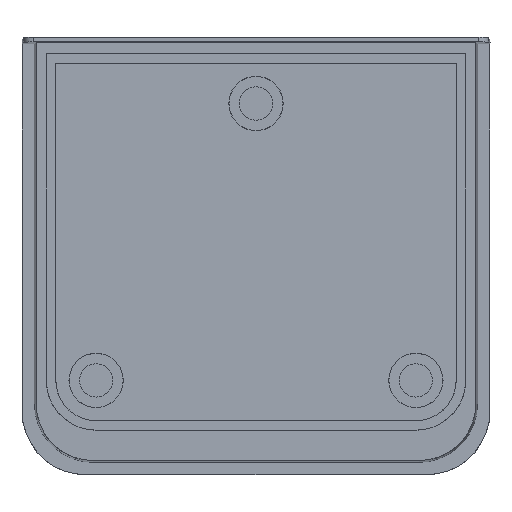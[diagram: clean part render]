
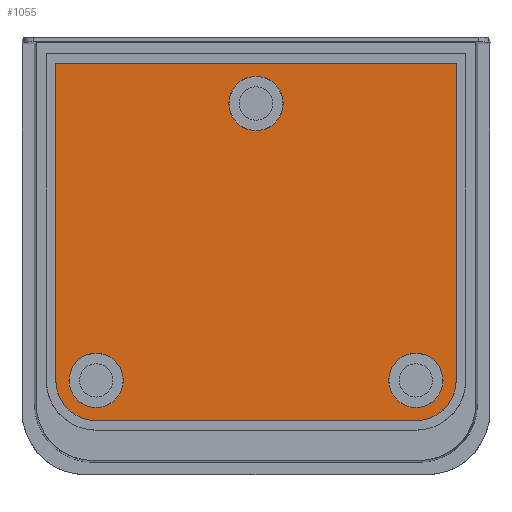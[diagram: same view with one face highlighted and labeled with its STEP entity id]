
A CAD part, front view. The second image highlights one B-rep face of the part: STEP entity #1055.
In plain terms, the highlighted planar face has unit normal (0, -1, 0).
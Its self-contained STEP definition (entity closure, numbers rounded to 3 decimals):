
#60 = CARTESIAN_POINT ( 'NONE',  ( -63., -0.924, 58.737 ) ) ;
#95 = VECTOR ( 'NONE', #6157, 1000. ) ;
#421 = PLANE ( 'NONE',  #7347 ) ;
#437 = CARTESIAN_POINT ( 'NONE',  ( -47.546, -0.924, 27.004 ) ) ;
#487 = DIRECTION ( 'NONE',  ( 0., -1., 0. ) ) ;
#548 = CIRCLE ( 'NONE', #4859, 4.25 ) ;
#585 = DIRECTION ( 'NONE',  ( 1., 0., 0. ) ) ;
#670 = CARTESIAN_POINT ( 'NONE',  ( -46.113, -0.924, 29.487 ) ) ;
#901 = EDGE_CURVE ( 'NONE', #5319, #3317, #7862, .T. ) ;
#1055 = ADVANCED_FACE ( 'NONE', ( #5762, #4883, #9338, #1305 ), #421, .F. ) ;
#1144 = DIRECTION ( 'NONE',  ( -0.5, 0., 0.866 ) ) ;
#1205 = CARTESIAN_POINT ( 'NONE',  ( -41.861, -0.924, 62.987 ) ) ;
#1305 = FACE_OUTER_BOUND ( 'NONE', #10466, .T. ) ;
#1325 = CARTESIAN_POINT ( 'NONE',  ( -79.887, -0.924, 25.237 ) ) ;
#1567 = CIRCLE ( 'NONE', #4585, 2.867 ) ;
#1631 = DIRECTION ( 'NONE',  ( 0., 1., 0. ) ) ;
#1643 = LINE ( 'NONE', #5269, #95 ) ;
#1859 = CARTESIAN_POINT ( 'NONE',  ( -84.137, -0.924, 29.487 ) ) ;
#1907 = ORIENTED_EDGE ( 'NONE', *, *, #3376, .T. ) ;
#1909 = DIRECTION ( 'NONE',  ( 0., 1., 0. ) ) ;
#2089 = EDGE_CURVE ( 'NONE', #4651, #7999, #548, .T. ) ;
#2096 = VERTEX_POINT ( 'NONE', #5492 ) ;
#2191 = DIRECTION ( 'NONE',  ( -0.5, 0., -0.866 ) ) ;
#2237 = CARTESIAN_POINT ( 'NONE',  ( -79.887, -0.924, 29.487 ) ) ;
#2331 = CIRCLE ( 'NONE', #6828, 2.867 ) ;
#2364 = CARTESIAN_POINT ( 'NONE',  ( -78.454, -0.924, 27.004 ) ) ;
#2369 = DIRECTION ( 'NONE',  ( 0., 1., 0. ) ) ;
#2451 = CARTESIAN_POINT ( 'NONE',  ( -79.887, -0.924, 29.487 ) ) ;
#2535 = EDGE_LOOP ( 'NONE', ( #7918, #7892 ) ) ;
#2605 = DIRECTION ( 'NONE',  ( 0., 0., -1. ) ) ;
#2688 = CARTESIAN_POINT ( 'NONE',  ( -41.861, -0.924, 62.987 ) ) ;
#2695 = EDGE_CURVE ( 'NONE', #2096, #9913, #7849, .T. ) ;
#2722 = AXIS2_PLACEMENT_3D ( 'NONE', #2451, #1631, #8731 ) ;
#2750 = VERTEX_POINT ( 'NONE', #3710 ) ;
#2822 = AXIS2_PLACEMENT_3D ( 'NONE', #9936, #1909, #1144 ) ;
#2858 = CARTESIAN_POINT ( 'NONE',  ( -41.863, -0.924, 29.487 ) ) ;
#3148 = EDGE_CURVE ( 'NONE', #11577, #5818, #1567, .T. ) ;
#3193 = CARTESIAN_POINT ( 'NONE',  ( -84.137, -0.924, 29.487 ) ) ;
#3275 = ORIENTED_EDGE ( 'NONE', *, *, #9160, .F. ) ;
#3314 = ORIENTED_EDGE ( 'NONE', *, *, #3148, .T. ) ;
#3317 = VERTEX_POINT ( 'NONE', #2364 ) ;
#3376 = EDGE_CURVE ( 'NONE', #2750, #6581, #5685, .T. ) ;
#3531 = CARTESIAN_POINT ( 'NONE',  ( -81.321, -0.924, 31.97 ) ) ;
#3695 = ORIENTED_EDGE ( 'NONE', *, *, #9459, .T. ) ;
#3710 = CARTESIAN_POINT ( 'NONE',  ( -46.113, -0.924, 25.237 ) ) ;
#4011 = CARTESIAN_POINT ( 'NONE',  ( -63., -0.924, 44.237 ) ) ;
#4036 = CIRCLE ( 'NONE', #2722, 2.867 ) ;
#4073 = DIRECTION ( 'NONE',  ( -1., 0., 0. ) ) ;
#4143 = EDGE_LOOP ( 'NONE', ( #6185, #11255 ) ) ;
#4177 = ORIENTED_EDGE ( 'NONE', *, *, #2089, .T. ) ;
#4255 = DIRECTION ( 'NONE',  ( 0., 1., 0. ) ) ;
#4435 = EDGE_CURVE ( 'NONE', #6516, #10124, #2331, .T. ) ;
#4585 = AXIS2_PLACEMENT_3D ( 'NONE', #8402, #7586, #2191 ) ;
#4651 = VERTEX_POINT ( 'NONE', #3193 ) ;
#4699 = DIRECTION ( 'NONE',  ( 0., 1., 0. ) ) ;
#4796 = EDGE_LOOP ( 'NONE', ( #3695, #3314 ) ) ;
#4859 = AXIS2_PLACEMENT_3D ( 'NONE', #2237, #487, #4073 ) ;
#4883 = FACE_BOUND ( 'NONE', #2535, .T. ) ;
#4940 = CIRCLE ( 'NONE', #11116, 2.867 ) ;
#5265 = EDGE_CURVE ( 'NONE', #2750, #7999, #1643, .T. ) ;
#5269 = CARTESIAN_POINT ( 'NONE',  ( -46.113, -0.924, 25.237 ) ) ;
#5319 = VERTEX_POINT ( 'NONE', #3531 ) ;
#5391 = EDGE_CURVE ( 'NONE', #10124, #6516, #9086, .T. ) ;
#5459 = DIRECTION ( 'NONE',  ( 1., 0., 0. ) ) ;
#5492 = CARTESIAN_POINT ( 'NONE',  ( -84.137, -0.924, 62.987 ) ) ;
#5653 = DIRECTION ( 'NONE',  ( 0., 0., 1. ) ) ;
#5660 = EDGE_CURVE ( 'NONE', #3317, #5319, #4036, .T. ) ;
#5685 = CIRCLE ( 'NONE', #9078, 4.25 ) ;
#5762 = FACE_BOUND ( 'NONE', #4796, .T. ) ;
#5818 = VERTEX_POINT ( 'NONE', #6202 ) ;
#5938 = DIRECTION ( 'NONE',  ( -1., 0., 0. ) ) ;
#6157 = DIRECTION ( 'NONE',  ( -1., 0., 0. ) ) ;
#6185 = ORIENTED_EDGE ( 'NONE', *, *, #4435, .T. ) ;
#6202 = CARTESIAN_POINT ( 'NONE',  ( -44.679, -0.924, 31.97 ) ) ;
#6225 = ORIENTED_EDGE ( 'NONE', *, *, #2695, .F. ) ;
#6443 = VECTOR ( 'NONE', #9070, 1000. ) ;
#6516 = VERTEX_POINT ( 'NONE', #10415 ) ;
#6581 = VERTEX_POINT ( 'NONE', #2858 ) ;
#6828 = AXIS2_PLACEMENT_3D ( 'NONE', #10392, #2369, #5938 ) ;
#7013 = LINE ( 'NONE', #1205, #6443 ) ;
#7058 = CARTESIAN_POINT ( 'NONE',  ( -46.113, -0.924, 29.487 ) ) ;
#7347 = AXIS2_PLACEMENT_3D ( 'NONE', #4011, #7639, #11210 ) ;
#7367 = VECTOR ( 'NONE', #585, 1000. ) ;
#7386 = AXIS2_PLACEMENT_3D ( 'NONE', #60, #4699, #5459 ) ;
#7586 = DIRECTION ( 'NONE',  ( 0., 1., 0. ) ) ;
#7639 = DIRECTION ( 'NONE',  ( 0., 1., 0. ) ) ;
#7812 = DIRECTION ( 'NONE',  ( 0., -1., 0. ) ) ;
#7849 = LINE ( 'NONE', #9546, #7367 ) ;
#7862 = CIRCLE ( 'NONE', #2822, 2.867 ) ;
#7892 = ORIENTED_EDGE ( 'NONE', *, *, #901, .T. ) ;
#7918 = ORIENTED_EDGE ( 'NONE', *, *, #5660, .T. ) ;
#7999 = VERTEX_POINT ( 'NONE', #1325 ) ;
#8402 = CARTESIAN_POINT ( 'NONE',  ( -46.113, -0.924, 29.487 ) ) ;
#8723 = CARTESIAN_POINT ( 'NONE',  ( -60.133, -0.924, 58.737 ) ) ;
#8731 = DIRECTION ( 'NONE',  ( 0.5, 0., -0.866 ) ) ;
#9070 = DIRECTION ( 'NONE',  ( 0., 0., -1. ) ) ;
#9078 = AXIS2_PLACEMENT_3D ( 'NONE', #7058, #7812, #2605 ) ;
#9086 = CIRCLE ( 'NONE', #7386, 2.867 ) ;
#9135 = ORIENTED_EDGE ( 'NONE', *, *, #5265, .F. ) ;
#9160 = EDGE_CURVE ( 'NONE', #9913, #6581, #7013, .T. ) ;
#9188 = EDGE_CURVE ( 'NONE', #4651, #2096, #10994, .T. ) ;
#9338 = FACE_BOUND ( 'NONE', #4143, .T. ) ;
#9459 = EDGE_CURVE ( 'NONE', #5818, #11577, #4940, .T. ) ;
#9546 = CARTESIAN_POINT ( 'NONE',  ( -84.137, -0.924, 62.987 ) ) ;
#9745 = DIRECTION ( 'NONE',  ( 0.5, 0., 0.866 ) ) ;
#9913 = VERTEX_POINT ( 'NONE', #2688 ) ;
#9936 = CARTESIAN_POINT ( 'NONE',  ( -79.887, -0.924, 29.487 ) ) ;
#10124 = VERTEX_POINT ( 'NONE', #8723 ) ;
#10392 = CARTESIAN_POINT ( 'NONE',  ( -63., -0.924, 58.737 ) ) ;
#10415 = CARTESIAN_POINT ( 'NONE',  ( -65.867, -0.924, 58.737 ) ) ;
#10466 = EDGE_LOOP ( 'NONE', ( #6225, #11240, #4177, #9135, #1907, #3275 ) ) ;
#10740 = VECTOR ( 'NONE', #5653, 1000. ) ;
#10994 = LINE ( 'NONE', #1859, #10740 ) ;
#11116 = AXIS2_PLACEMENT_3D ( 'NONE', #670, #4255, #9745 ) ;
#11210 = DIRECTION ( 'NONE',  ( 1., 0., 0. ) ) ;
#11240 = ORIENTED_EDGE ( 'NONE', *, *, #9188, .F. ) ;
#11255 = ORIENTED_EDGE ( 'NONE', *, *, #5391, .T. ) ;
#11577 = VERTEX_POINT ( 'NONE', #437 ) ;
